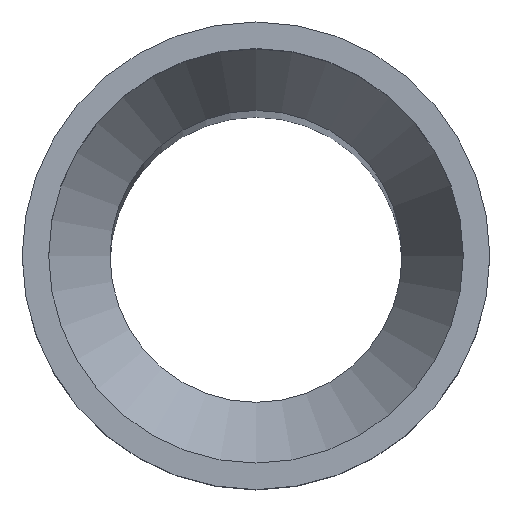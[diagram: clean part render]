
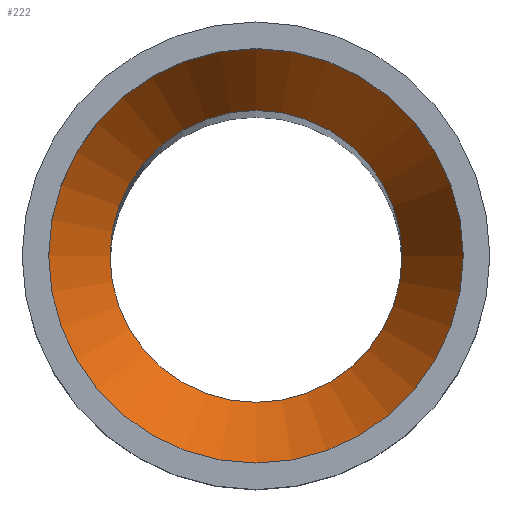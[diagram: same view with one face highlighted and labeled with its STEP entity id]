
A CAD part, top view. The second image highlights one B-rep face of the part: STEP entity #222.
In plain terms, the highlighted free-form (B-spline) face has degree [2, 1] with [9, 2] control points.
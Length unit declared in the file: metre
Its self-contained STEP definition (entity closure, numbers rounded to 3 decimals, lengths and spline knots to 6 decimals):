
#14 = CARTESIAN_POINT('NONE', (0.024795, 0., -0.4826));
#15 = VERTEX_POINT('NONE', #14);
#16 = CARTESIAN_POINT('NONE', (0.017463, 0., -0.4953));
#17 = VERTEX_POINT('NONE', #16);
#69 = DIRECTION('NONE', (1, 0., -0));
#70 = DIRECTION('NONE', (0, 0, 1));
#71 = CARTESIAN_POINT('NONE', (0, -0, -0.4826));
#72 = AXIS2_PLACEMENT_3D('NONE', #71, #70, #69);
#73 = CIRCLE('NONE', #72, 0.024795);
#78 = DIRECTION('NONE', (1, 0., -0));
#79 = DIRECTION('NONE', (0, 0, 1));
#80 = CARTESIAN_POINT('NONE', (0, -0, -0.4953));
#81 = AXIS2_PLACEMENT_3D('NONE', #80, #79, #78);
#82 = CIRCLE('NONE', #81, 0.017463);
#103 = EDGE_CURVE('NONE', #15, #15, #73, .T.);
#105 = EDGE_CURVE('NONE', #17, #17, #82, .T.);
#150 = CARTESIAN_POINT('NONE', (0.024795, 0, -0.4826));
#151 = CARTESIAN_POINT('NONE', (0.017463, 0, -0.4953));
#152 = CARTESIAN_POINT('NONE', (0.024795, -0.024795, -0.4826));
#153 = CARTESIAN_POINT('NONE', (0.017463, -0.017462, -0.4953));
#154 = CARTESIAN_POINT('NONE', (0., -0.024795, -0.4826));
#155 = CARTESIAN_POINT('NONE', (0., -0.017463, -0.4953));
#156 = CARTESIAN_POINT('NONE', (-0.024795, -0.024795, -0.4826));
#157 = CARTESIAN_POINT('NONE', (-0.017462, -0.017463, -0.4953));
#158 = CARTESIAN_POINT('NONE', (-0.024795, 0., -0.4826));
#159 = CARTESIAN_POINT('NONE', (-0.017463, 0., -0.4953));
#160 = CARTESIAN_POINT('NONE', (-0.024795, 0.024795, -0.4826));
#161 = CARTESIAN_POINT('NONE', (-0.017463, 0.017462, -0.4953));
#162 = CARTESIAN_POINT('NONE', (0., 0.024795, -0.4826));
#163 = CARTESIAN_POINT('NONE', (0., 0.017463, -0.4953));
#164 = CARTESIAN_POINT('NONE', (0.024795, 0.024795, -0.4826));
#165 = CARTESIAN_POINT('NONE', (0.017462, 0.017463, -0.4953));
#166 = CARTESIAN_POINT('NONE', (0.024795, 0, -0.4826));
#167 = CARTESIAN_POINT('NONE', (0.017463, 0, -0.4953));
#168 = (
  BOUNDED_SURFACE()
  B_SPLINE_SURFACE(2, 1, ((#150, #151), (#152, #153), (#154, #155), (#156, #157), (#158, #159), (#160, #161), (#162, #163), (#164, #165), (#166, #167)), .UNSPECIFIED., .F., .F., .F.)
  B_SPLINE_SURFACE_WITH_KNOTS((3, 2, 2, 2, 3), (2, 2), (0, 1.570796, 3.141593, 4.712389, 6.283185), (0, 14.664697), .UNSPECIFIED.)
  GEOMETRIC_REPRESENTATION_ITEM()
  RATIONAL_B_SPLINE_SURFACE(((1, 1), (0.707, 0.707), (1, 1), (0.707, 0.707), (1, 1), (0.707, 0.707), (1, 1), (0.707, 0.707), (1, 1)))
  REPRESENTATION_ITEM('NONE')
  SURFACE()
);
#216 = ORIENTED_EDGE('NONE', *, *, #103, .F.);
#217 = ORIENTED_EDGE('NONE', *, *, #105, .T.);
#218 = EDGE_LOOP('NONE', (#216));
#219 = FACE_BOUND('NONE', #218, .T.);
#220 = EDGE_LOOP('NONE', (#217));
#221 = FACE_BOUND('NONE', #220, .T.);
#222 = ADVANCED_FACE('NONE', (#219, #221), #168, .F.);
